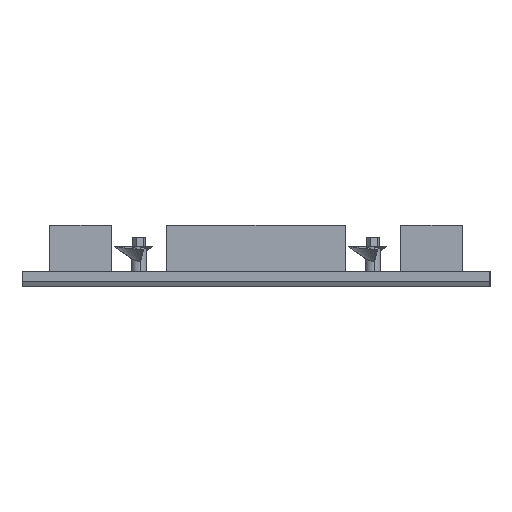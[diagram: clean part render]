
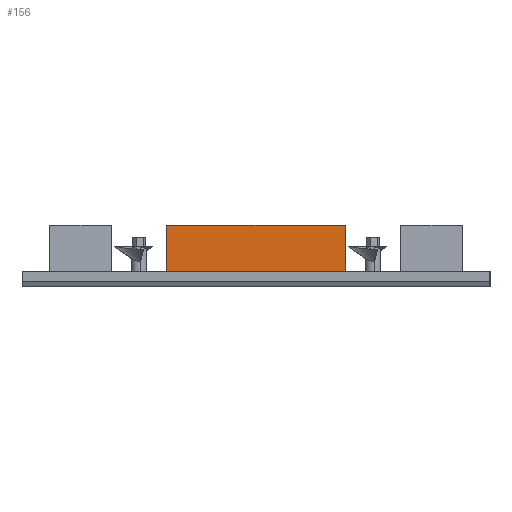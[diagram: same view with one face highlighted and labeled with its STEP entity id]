
A CAD part, left-side view. The second image highlights one B-rep face of the part: STEP entity #156.
In plain terms, the highlighted planar face has unit normal (-1, 0, 0).
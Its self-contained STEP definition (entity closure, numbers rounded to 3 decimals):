
#35 = VERTEX_POINT ( 'NONE', #1288 ) ;
#125 = VECTOR ( 'NONE', #2121, 1000. ) ;
#156 = ADVANCED_FACE ( 'NONE', ( #1105 ), #3306, .T. ) ;
#197 = CARTESIAN_POINT ( 'NONE',  ( -103.5, 47., 15. ) ) ;
#316 = VECTOR ( 'NONE', #3363, 1000. ) ;
#325 = EDGE_CURVE ( 'NONE', #738, #2457, #2897, .T. ) ;
#342 = LINE ( 'NONE', #3342, #316 ) ;
#546 = ORIENTED_EDGE ( 'NONE', *, *, #3004, .T. ) ;
#604 = CARTESIAN_POINT ( 'NONE',  ( -103.5, 105., 0. ) ) ;
#654 = ORIENTED_EDGE ( 'NONE', *, *, #720, .F. ) ;
#720 = EDGE_CURVE ( 'NONE', #1419, #738, #2693, .T. ) ;
#738 = VERTEX_POINT ( 'NONE', #2732 ) ;
#856 = VECTOR ( 'NONE', #2359, 1000. ) ;
#959 = EDGE_LOOP ( 'NONE', ( #2612, #654, #546, #1754 ) ) ;
#1105 = FACE_OUTER_BOUND ( 'NONE', #959, .T. ) ;
#1121 = DIRECTION ( 'NONE',  ( 0., 0., 1. ) ) ;
#1288 = CARTESIAN_POINT ( 'NONE',  ( -103.5, 105., 15. ) ) ;
#1419 = VERTEX_POINT ( 'NONE', #2535 ) ;
#1633 = CARTESIAN_POINT ( 'NONE',  ( -103.5, 105., 15. ) ) ;
#1754 = ORIENTED_EDGE ( 'NONE', *, *, #2277, .T. ) ;
#2121 = DIRECTION ( 'NONE',  ( 0., 1., 0. ) ) ;
#2153 = DIRECTION ( 'NONE',  ( 0., 0., -1. ) ) ;
#2277 = EDGE_CURVE ( 'NONE', #35, #2457, #342, .T. ) ;
#2359 = DIRECTION ( 'NONE',  ( 0., 1., 0. ) ) ;
#2457 = VERTEX_POINT ( 'NONE', #604 ) ;
#2535 = CARTESIAN_POINT ( 'NONE',  ( -103.5, 47., 15. ) ) ;
#2612 = ORIENTED_EDGE ( 'NONE', *, *, #325, .F. ) ;
#2667 = CARTESIAN_POINT ( 'NONE',  ( -103.5, 105., 0. ) ) ;
#2693 = LINE ( 'NONE', #197, #2922 ) ;
#2732 = CARTESIAN_POINT ( 'NONE',  ( -103.5, 47., 0. ) ) ;
#2860 = LINE ( 'NONE', #3470, #125 ) ;
#2897 = LINE ( 'NONE', #2667, #856 ) ;
#2922 = VECTOR ( 'NONE', #2153, 1000. ) ;
#3004 = EDGE_CURVE ( 'NONE', #1419, #35, #2860, .T. ) ;
#3258 = DIRECTION ( 'NONE',  ( -1., 0., 0. ) ) ;
#3306 = PLANE ( 'NONE',  #3311 ) ;
#3311 = AXIS2_PLACEMENT_3D ( 'NONE', #1633, #3258, #1121 ) ;
#3342 = CARTESIAN_POINT ( 'NONE',  ( -103.5, 105., 15. ) ) ;
#3363 = DIRECTION ( 'NONE',  ( 0., 0., -1. ) ) ;
#3470 = CARTESIAN_POINT ( 'NONE',  ( -103.5, 105., 15. ) ) ;
